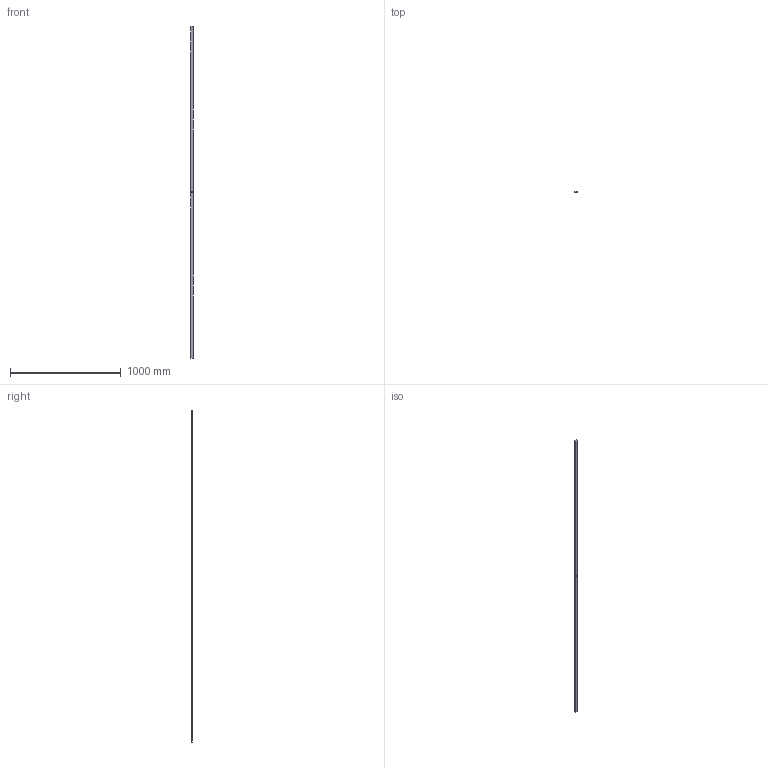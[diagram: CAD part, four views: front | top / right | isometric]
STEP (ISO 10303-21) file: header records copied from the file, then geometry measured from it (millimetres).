
FILE_DESCRIPTION (( 'STEP AP203' ), '1' );
FILE_NAME ('2200.step', '2022-04-27T08:05:42', ( '' ), ( '' ), 'SwSTEP 2.0', 'SolidWorks 2018', '' );
FILE_SCHEMA (( 'CONFIG_CONTROL_DESIGN' ));
Length unit declared in the file: millimetre
Products named in the file (1): 2200
Bounding box: 25 x 8 x 3000 mm (x, y, z)
Volume: 593221 mm3; surface area: 196231.6 mm2
Topology: 1 solids, 1 shells, 411 faces, 1572 edges, 781 vertices
Faces by surface type: torus 201, plane 112, bspline 98
Entity records: 18495 total; most frequent: CARTESIAN_POINT 7967, ORIENTED_EDGE 2344, DIRECTION 2008, EDGE_CURVE 1172, VERTEX_POINT 781, AXIS2_PLACEMENT_3D 718, VECTOR 572, LINE 572
